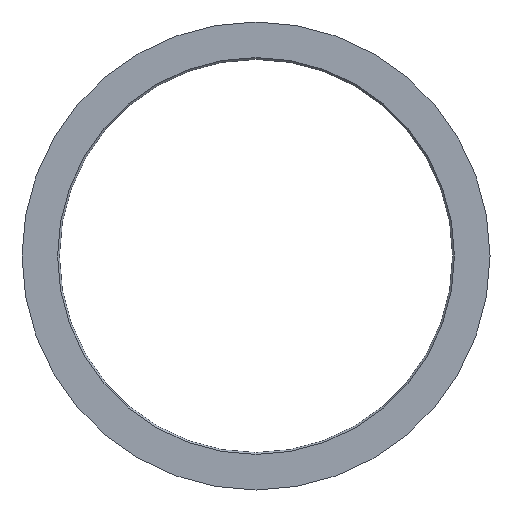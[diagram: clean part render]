
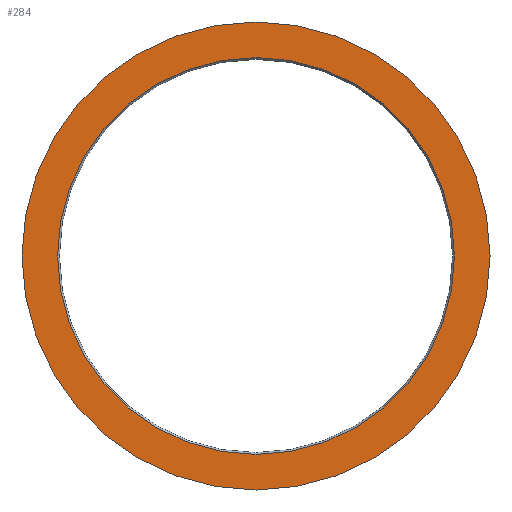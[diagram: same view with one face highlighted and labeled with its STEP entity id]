
A CAD part, front view. The second image highlights one B-rep face of the part: STEP entity #284.
In plain terms, the highlighted planar face has unit normal (0, -1, 0).
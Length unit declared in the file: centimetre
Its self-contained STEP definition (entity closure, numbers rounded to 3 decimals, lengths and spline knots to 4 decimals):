
#12 = CARTESIAN_POINT ( 'NONE',  ( 0., 0., -3.18 ) ) ;
#16 = EDGE_LOOP ( 'NONE', ( #340, #365 ) ) ;
#26 = CARTESIAN_POINT ( 'NONE',  ( 0., 0., 0. ) ) ;
#33 = EDGE_CURVE ( 'NONE', #191, #276, #359, .T. ) ;
#53 = CIRCLE ( 'NONE', #324, 3.75 ) ;
#67 = VERTEX_POINT ( 'NONE', #143 ) ;
#70 = EDGE_CURVE ( 'NONE', #363, #67, #173, .T. ) ;
#73 = AXIS2_PLACEMENT_3D ( 'NONE', #26, #361, #319 ) ;
#74 = EDGE_LOOP ( 'NONE', ( #241, #157 ) ) ;
#78 = DIRECTION ( 'NONE',  ( 0., -1., 0. ) ) ;
#80 = AXIS2_PLACEMENT_3D ( 'NONE', #383, #88, #355 ) ;
#82 = FACE_OUTER_BOUND ( 'NONE', #16, .T. ) ;
#88 = DIRECTION ( 'NONE',  ( 0., 1., 0. ) ) ;
#130 = CIRCLE ( 'NONE', #73, 3.18 ) ;
#143 = CARTESIAN_POINT ( 'NONE',  ( 0., 0., 3.18 ) ) ;
#145 = DIRECTION ( 'NONE',  ( 0., 1., 0. ) ) ;
#157 = ORIENTED_EDGE ( 'NONE', *, *, #70, .F. ) ;
#159 = EDGE_CURVE ( 'NONE', #67, #363, #130, .T. ) ;
#166 = DIRECTION ( 'NONE',  ( 0., 1., 0. ) ) ;
#172 = PLANE ( 'NONE',  #80 ) ;
#173 = CIRCLE ( 'NONE', #279, 3.18 ) ;
#177 = CARTESIAN_POINT ( 'NONE',  ( 0., 0., 0. ) ) ;
#191 = VERTEX_POINT ( 'NONE', #287 ) ;
#204 = CARTESIAN_POINT ( 'NONE',  ( 0., 0., 3.75 ) ) ;
#205 = EDGE_CURVE ( 'NONE', #276, #191, #53, .T. ) ;
#230 = CARTESIAN_POINT ( 'NONE',  ( 0., 0., 0. ) ) ;
#241 = ORIENTED_EDGE ( 'NONE', *, *, #159, .F. ) ;
#266 = DIRECTION ( 'NONE',  ( 0., 0., -1. ) ) ;
#276 = VERTEX_POINT ( 'NONE', #204 ) ;
#279 = AXIS2_PLACEMENT_3D ( 'NONE', #380, #78, #266 ) ;
#283 = DIRECTION ( 'NONE',  ( 0., 0., 1. ) ) ;
#284 = ADVANCED_FACE ( 'NONE', ( #82, #327 ), #172, .F. ) ;
#287 = CARTESIAN_POINT ( 'NONE',  ( 0., 0., -3.75 ) ) ;
#290 = AXIS2_PLACEMENT_3D ( 'NONE', #230, #166, #283 ) ;
#319 = DIRECTION ( 'NONE',  ( 0., 0., -1. ) ) ;
#324 = AXIS2_PLACEMENT_3D ( 'NONE', #177, #145, #381 ) ;
#327 = FACE_BOUND ( 'NONE', #74, .T. ) ;
#340 = ORIENTED_EDGE ( 'NONE', *, *, #205, .F. ) ;
#355 = DIRECTION ( 'NONE',  ( 0., 0., 1. ) ) ;
#359 = CIRCLE ( 'NONE', #290, 3.75 ) ;
#361 = DIRECTION ( 'NONE',  ( 0., -1., 0. ) ) ;
#363 = VERTEX_POINT ( 'NONE', #12 ) ;
#365 = ORIENTED_EDGE ( 'NONE', *, *, #33, .F. ) ;
#380 = CARTESIAN_POINT ( 'NONE',  ( 0., 0., 0. ) ) ;
#381 = DIRECTION ( 'NONE',  ( 0., 0., 1. ) ) ;
#383 = CARTESIAN_POINT ( 'NONE',  ( -3.325, 0., 0. ) ) ;
